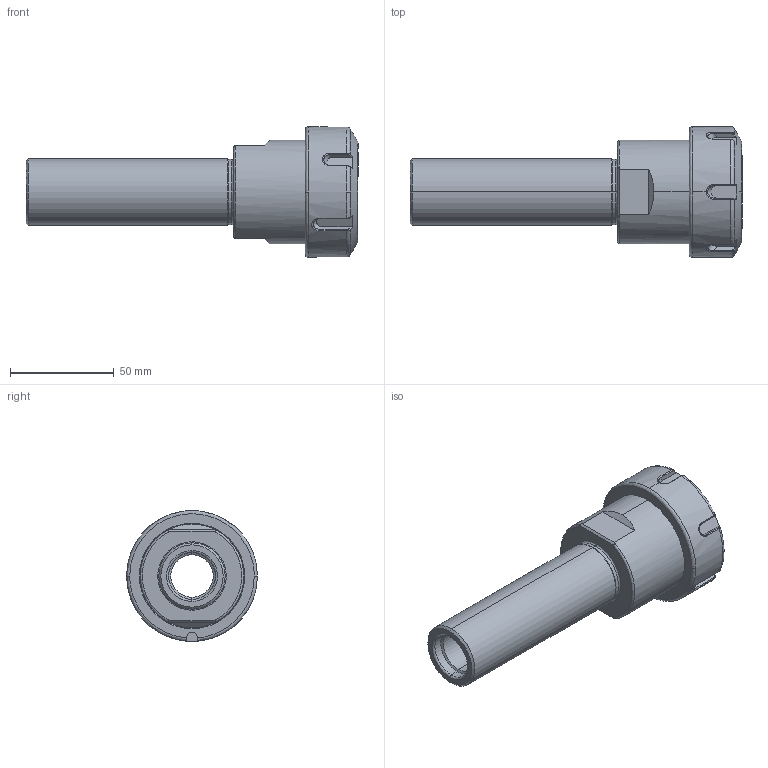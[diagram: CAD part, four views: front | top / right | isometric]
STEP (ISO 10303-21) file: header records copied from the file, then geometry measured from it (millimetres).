
FILE_DESCRIPTION (( 'STEP AP203' ), '1' );
FILE_NAME ('04-1378.STEP', '2023-10-06T22:40:45', ( '' ), ( '' ), 'SwSTEP 2.0', 'SolidWorks 2022', '' );
FILE_SCHEMA (( 'CONFIG_CONTROL_DESIGN' ));
Length unit declared in the file: inch
Products named in the file (3): 04-1378; ER40UM_1; C32-ER40-100_1
Assembly tree (2 placements, depth 2):
  04-1378
    C32-ER40-100_1
    ER40UM_1
Bounding box: 160 x 63 x 63 mm (x, y, z)
Volume: 128763.3 mm3; surface area: 43057.8 mm2
Topology: 2 solids, 2 shells, 178 faces, 440 edges, 268 vertices
Faces by surface type: bspline 84, plane 47, cone 24, cylinder 23
Entity records: 9850 total; most frequent: CARTESIAN_POINT 5842, ORIENTED_EDGE 880, DIRECTION 597, EDGE_CURVE 440, VERTEX_POINT 268, AXIS2_PLACEMENT_3D 202, VECTOR 193, LINE 193
